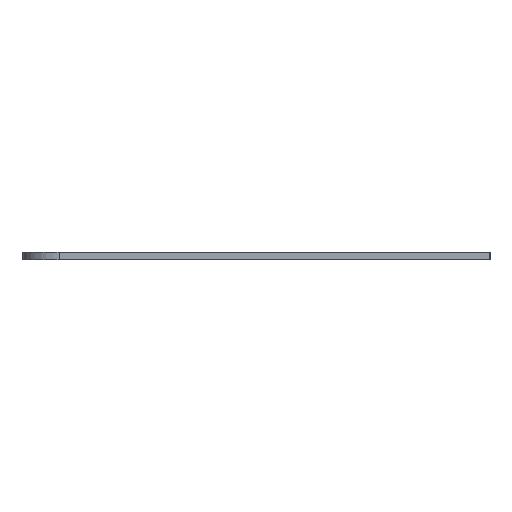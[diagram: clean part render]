
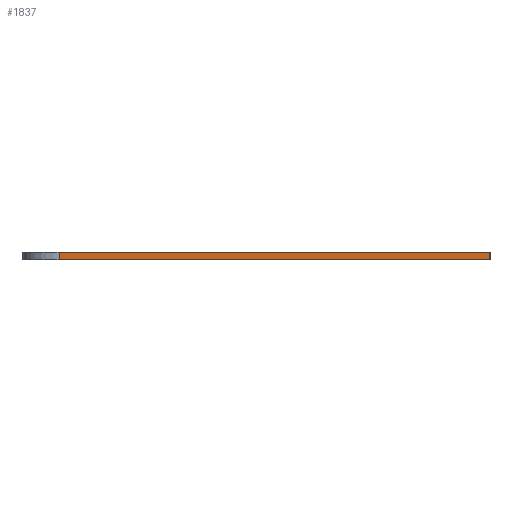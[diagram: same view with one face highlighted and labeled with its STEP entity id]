
A CAD part, left-side view. The second image highlights one B-rep face of the part: STEP entity #1837.
In plain terms, the highlighted planar face has unit normal (-1, 0, 0).
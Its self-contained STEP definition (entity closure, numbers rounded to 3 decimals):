
#70 = VERTEX_POINT ( 'NONE', #889 ) ;
#171 = EDGE_LOOP ( 'NONE', ( #2591, #2121, #1929, #2505 ) ) ;
#216 = EDGE_CURVE ( 'NONE', #2218, #1794, #1454, .T. ) ;
#217 = DIRECTION ( 'NONE',  ( 0., 0., -1. ) ) ;
#300 = CARTESIAN_POINT ( 'NONE',  ( 0., 0., 0. ) ) ;
#419 = CARTESIAN_POINT ( 'NONE',  ( 0., 58., 0. ) ) ;
#465 = EDGE_CURVE ( 'NONE', #2075, #1794, #727, .T. ) ;
#518 = CARTESIAN_POINT ( 'NONE',  ( 0., 0., 1. ) ) ;
#632 = VECTOR ( 'NONE', #758, 1000. ) ;
#727 = LINE ( 'NONE', #1990, #2842 ) ;
#758 = DIRECTION ( 'NONE',  ( 0., -1., 0. ) ) ;
#889 = CARTESIAN_POINT ( 'NONE',  ( 0., 58., 1. ) ) ;
#907 = FACE_OUTER_BOUND ( 'NONE', #171, .T. ) ;
#1063 = EDGE_CURVE ( 'NONE', #70, #2218, #2540, .T. ) ;
#1072 = VECTOR ( 'NONE', #2325, 1000. ) ;
#1180 = CARTESIAN_POINT ( 'NONE',  ( 0., 0., 0. ) ) ;
#1418 = DIRECTION ( 'NONE',  ( 0., 0., -1. ) ) ;
#1454 = LINE ( 'NONE', #1180, #1072 ) ;
#1794 = VERTEX_POINT ( 'NONE', #300 ) ;
#1837 = ADVANCED_FACE ( 'NONE', ( #907 ), #2114, .F. ) ;
#1864 = LINE ( 'NONE', #518, #632 ) ;
#1929 = ORIENTED_EDGE ( 'NONE', *, *, #216, .T. ) ;
#1990 = CARTESIAN_POINT ( 'NONE',  ( 0., 0., 1. ) ) ;
#2075 = VERTEX_POINT ( 'NONE', #2899 ) ;
#2114 = PLANE ( 'NONE',  #2278 ) ;
#2121 = ORIENTED_EDGE ( 'NONE', *, *, #1063, .T. ) ;
#2198 = VECTOR ( 'NONE', #2701, 1000. ) ;
#2218 = VERTEX_POINT ( 'NONE', #419 ) ;
#2278 = AXIS2_PLACEMENT_3D ( 'NONE', #2331, #2561, #1418 ) ;
#2325 = DIRECTION ( 'NONE',  ( 0., -1., 0. ) ) ;
#2331 = CARTESIAN_POINT ( 'NONE',  ( 0., 0., 1. ) ) ;
#2505 = ORIENTED_EDGE ( 'NONE', *, *, #465, .F. ) ;
#2540 = LINE ( 'NONE', #2773, #2198 ) ;
#2561 = DIRECTION ( 'NONE',  ( 1., 0., 0. ) ) ;
#2591 = ORIENTED_EDGE ( 'NONE', *, *, #2614, .F. ) ;
#2614 = EDGE_CURVE ( 'NONE', #70, #2075, #1864, .T. ) ;
#2701 = DIRECTION ( 'NONE',  ( 0., 0., -1. ) ) ;
#2773 = CARTESIAN_POINT ( 'NONE',  ( 0., 58., 1. ) ) ;
#2842 = VECTOR ( 'NONE', #217, 1000. ) ;
#2899 = CARTESIAN_POINT ( 'NONE',  ( 0., 0., 1. ) ) ;
